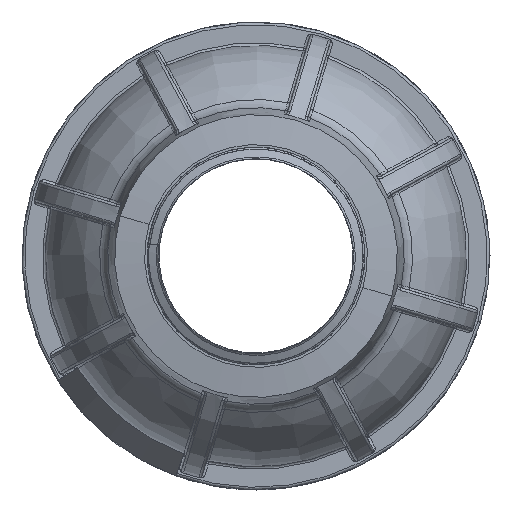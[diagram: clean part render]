
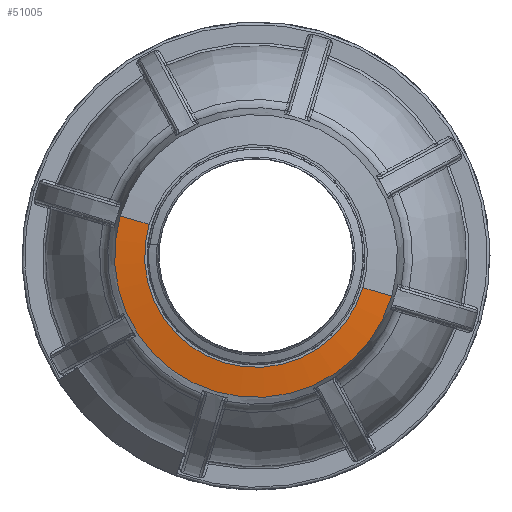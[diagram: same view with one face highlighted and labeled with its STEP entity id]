
A CAD part, left-side view. The second image highlights one B-rep face of the part: STEP entity #51005.
In plain terms, the highlighted conical face has half-angle 82 degrees and reference radius 10.474 mm.
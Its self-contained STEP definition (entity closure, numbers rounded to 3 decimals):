
#2454 = AXIS2_PLACEMENT_3D ( 'NONE', #4720, #4721, #4722 ) ;
#2456 = CONICAL_SURFACE ( 'NONE', #2454, 10.474, 1.431 ) ;
#3251 = FACE_OUTER_BOUND ( 'NONE', #9812, .T. ) ;
#4720 = CARTESIAN_POINT ( 'NONE',  ( -31.272, 4.616, 0. ) ) ;
#4721 = DIRECTION ( 'NONE',  ( 1., 0., 0. ) ) ;
#4722 = DIRECTION ( 'NONE',  ( 0., -0.959, -0.283 ) ) ;
#9812 = EDGE_LOOP ( 'NONE', ( #17826, #17828, #17827, #17829 ) ) ;
#17009 = VERTEX_POINT ( 'NONE', #33041 ) ;
#17010 = VERTEX_POINT ( 'NONE', #33042 ) ;
#17040 = VERTEX_POINT ( 'NONE', #33072 ) ;
#17041 = VERTEX_POINT ( 'NONE', #33073 ) ;
#17826 = ORIENTED_EDGE ( 'NONE', *, *, #44599, .F. ) ;
#17827 = ORIENTED_EDGE ( 'NONE', *, *, #44568, .F. ) ;
#17828 = ORIENTED_EDGE ( 'NONE', *, *, #44598, .T. ) ;
#17829 = ORIENTED_EDGE ( 'NONE', *, *, #44600, .F. ) ;
#33041 = CARTESIAN_POINT ( 'NONE',  ( -31.272, -5.428, -2.969 ) ) ;
#33042 = CARTESIAN_POINT ( 'NONE',  ( -31.272, 14.66, 2.969 ) ) ;
#33072 = CARTESIAN_POINT ( 'NONE',  ( -30.875, 17.369, 3.769 ) ) ;
#33073 = CARTESIAN_POINT ( 'NONE',  ( -30.875, -8.138, -3.769 ) ) ;
#44568 = EDGE_CURVE ( 'NONE', #17041, #17040, #75915, .T. ) ;
#44598 = EDGE_CURVE ( 'NONE', #17010, #17040, #63419, .T. ) ;
#44599 = EDGE_CURVE ( 'NONE', #17010, #17009, #75942, .T. ) ;
#44600 = EDGE_CURVE ( 'NONE', #17009, #17041, #63421, .T. ) ;
#51005 = ADVANCED_FACE ( 'NONE', ( #3251 ), #2456, .T. ) ;
#63419 = LINE ( 'NONE', #76915, #75943 ) ;
#63421 = LINE ( 'NONE', #76925, #75945 ) ;
#75915 = CIRCLE ( 'NONE', #75917, 13.299 ) ;
#75917 = AXIS2_PLACEMENT_3D ( 'NONE', #76660, #76662, #76663 ) ;
#75942 = CIRCLE ( 'NONE', #75944, 10.474 ) ;
#75943 = VECTOR ( 'NONE', #76917, 1000. ) ;
#75944 = AXIS2_PLACEMENT_3D ( 'NONE', #76919, #76921, #76922 ) ;
#75945 = VECTOR ( 'NONE', #76926, 1000. ) ;
#76660 = CARTESIAN_POINT ( 'NONE',  ( -30.875, 4.616, 0. ) ) ;
#76662 = DIRECTION ( 'NONE',  ( 1., 0., 0. ) ) ;
#76663 = DIRECTION ( 'NONE',  ( 0., 0.959, 0.283 ) ) ;
#76915 = CARTESIAN_POINT ( 'NONE',  ( -31.272, 14.66, 2.969 ) ) ;
#76917 = DIRECTION ( 'NONE',  ( 0.139, 0.95, 0.281 ) ) ;
#76919 = CARTESIAN_POINT ( 'NONE',  ( -31.272, 4.616, 0. ) ) ;
#76921 = DIRECTION ( 'NONE',  ( -1., 0., 0. ) ) ;
#76922 = DIRECTION ( 'NONE',  ( 0., -0.959, -0.283 ) ) ;
#76925 = CARTESIAN_POINT ( 'NONE',  ( -31.272, -5.428, -2.969 ) ) ;
#76926 = DIRECTION ( 'NONE',  ( 0.139, -0.95, -0.281 ) ) ;
